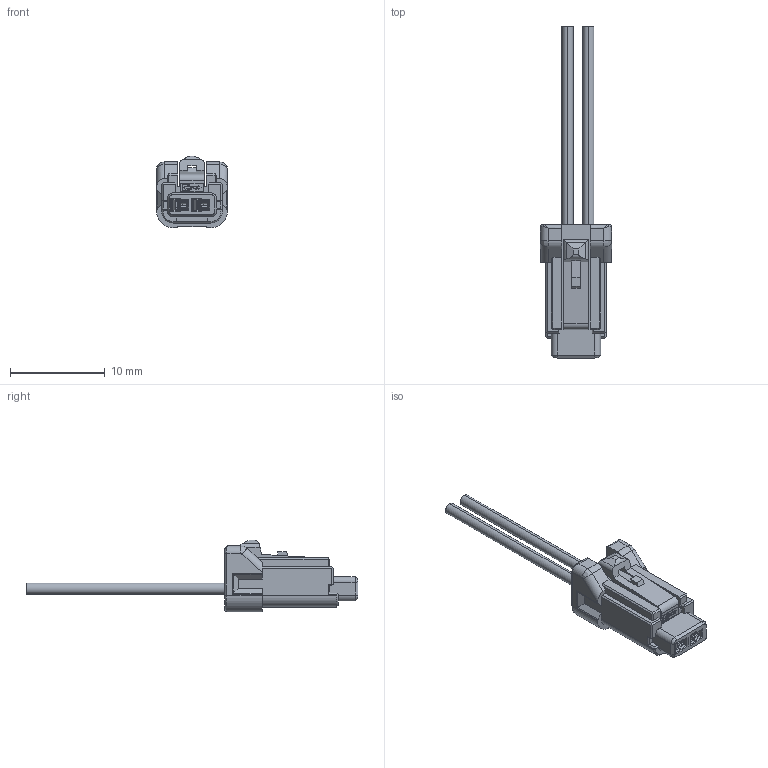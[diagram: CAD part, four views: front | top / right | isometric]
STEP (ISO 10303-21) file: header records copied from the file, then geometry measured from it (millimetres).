
FILE_DESCRIPTION((''),'2;1');
FILE_NAME('02PIN-M1','2025-03-18T17:21:58',('NK210218'),(''),'CREO PARAMETRIC BY PTC INC, 2020053','CREO PARAMETRIC BY PTC INC, 2020053','');
FILE_SCHEMA(('CONFIG_CONTROL_DESIGN','SHAPE_APPEARANCE_LAYERS_GROUPS'));
Length unit declared in the file: inch
Products named in the file (1): 02PIN-M1
Bounding box: 7.5 x 35.05 x 7.55 mm (x, y, z)
Volume: 405.9 mm3; surface area: 1047.6 mm2
Topology: 1 solids, 5 shells, 1328 faces, 3468 edges, 2182 vertices
Faces by surface type: plane 653, cylinder 350, bspline 122, torus 120, cone 62, extrusion 11, sphere 10
Entity records: 53274 total; most frequent: CARTESIAN_POINT 12051, ORIENTED_EDGE 6936, DIRECTION 6523, EDGE_CURVE 3468, AXIS2_PLACEMENT_3D 2186, VERTEX_POINT 2182, VECTOR 2151, LINE 2140
